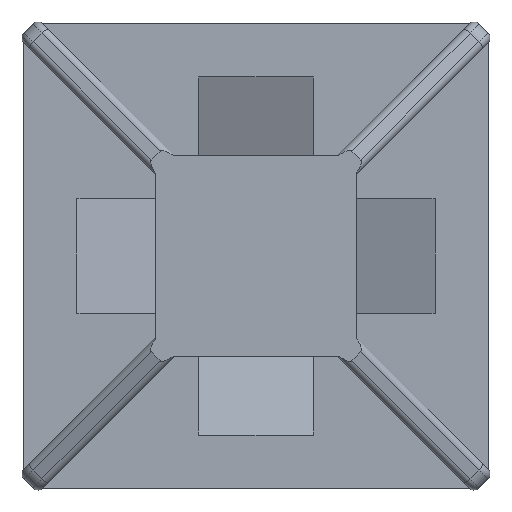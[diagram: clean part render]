
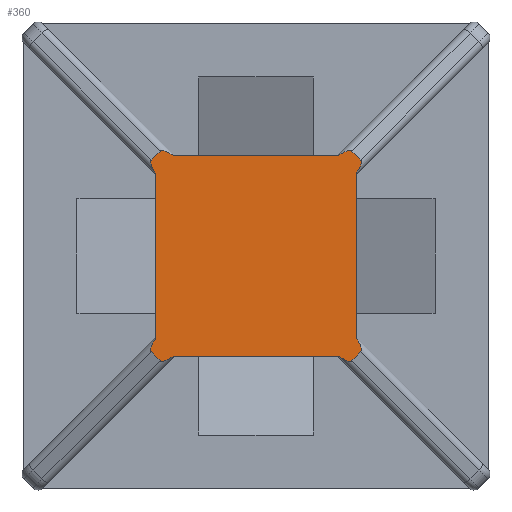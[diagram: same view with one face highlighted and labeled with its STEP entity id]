
A CAD part, top view. The second image highlights one B-rep face of the part: STEP entity #360.
In plain terms, the highlighted planar face has unit normal (0, 0, 1).
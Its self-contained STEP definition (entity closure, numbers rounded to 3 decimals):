
#360 = ADVANCED_FACE( '', ( #694 ), #695, .T. );
#694 = FACE_OUTER_BOUND( '', #1018, .T. );
#695 = PLANE( '', #1019 );
#1018 = EDGE_LOOP( '', ( #1884, #1885, #1886, #1887, #1888, #1889, #1890, #1891, #1892, #1893, #1894, #1895, #1896, #1897, #1898, #1899 ) );
#1019 = AXIS2_PLACEMENT_3D( '', #1900, #1901, #1902 );
#1884 = ORIENTED_EDGE( '', *, *, #2110, .T. );
#1885 = ORIENTED_EDGE( '', *, *, #2390, .T. );
#1886 = ORIENTED_EDGE( '', *, *, #2184, .F. );
#1887 = ORIENTED_EDGE( '', *, *, #2145, .T. );
#1888 = ORIENTED_EDGE( '', *, *, #2124, .T. );
#1889 = ORIENTED_EDGE( '', *, *, #2067, .T. );
#1890 = ORIENTED_EDGE( '', *, *, #2410, .T. );
#1891 = ORIENTED_EDGE( '', *, *, #2411, .T. );
#1892 = ORIENTED_EDGE( '', *, *, #2081, .T. );
#1893 = ORIENTED_EDGE( '', *, *, #2412, .T. );
#1894 = ORIENTED_EDGE( '', *, *, #2173, .T. );
#1895 = ORIENTED_EDGE( '', *, *, #2392, .T. );
#1896 = ORIENTED_EDGE( '', *, *, #2357, .T. );
#1897 = ORIENTED_EDGE( '', *, *, #2079, .T. );
#1898 = ORIENTED_EDGE( '', *, *, #2369, .F. );
#1899 = ORIENTED_EDGE( '', *, *, #2413, .T. );
#1900 = CARTESIAN_POINT( '', ( 0., 0., 3.2 ) );
#1901 = DIRECTION( '', ( 0., 0., 1. ) );
#1902 = DIRECTION( '', ( 1., 0., 0. ) );
#2067 = EDGE_CURVE( '', #2461, #2467, #2469, .T. );
#2079 = EDGE_CURVE( '', #2483, #2489, #2491, .T. );
#2081 = EDGE_CURVE( '', #2493, #2494, #2495, .T. );
#2110 = EDGE_CURVE( '', #2545, #2546, #2547, .T. );
#2124 = EDGE_CURVE( '', #2568, #2461, #2569, .T. );
#2145 = EDGE_CURVE( '', #2606, #2568, #2607, .T. );
#2173 = EDGE_CURVE( '', #2656, #2654, #2657, .T. );
#2184 = EDGE_CURVE( '', #2606, #2674, #2675, .T. );
#2357 = EDGE_CURVE( '', #2915, #2483, #2916, .T. );
#2369 = EDGE_CURVE( '', #2931, #2489, #2933, .T. );
#2390 = EDGE_CURVE( '', #2546, #2674, #2955, .T. );
#2392 = EDGE_CURVE( '', #2654, #2915, #2957, .T. );
#2410 = EDGE_CURVE( '', #2467, #2975, #2976, .T. );
#2411 = EDGE_CURVE( '', #2975, #2493, #2977, .T. );
#2412 = EDGE_CURVE( '', #2494, #2656, #2978, .T. );
#2413 = EDGE_CURVE( '', #2931, #2545, #2979, .T. );
#2461 = VERTEX_POINT( '', #3036 );
#2467 = VERTEX_POINT( '', #3043 );
#2469 = ELLIPSE( '', #3046, 0.696, 0.2 );
#2483 = VERTEX_POINT( '', #3064 );
#2489 = VERTEX_POINT( '', #3071 );
#2491 = ELLIPSE( '', #3074, 0.696, 0.2 );
#2493 = VERTEX_POINT( '', #3076 );
#2494 = VERTEX_POINT( '', #3077 );
#2495 = LINE( '', #3078, #3079 );
#2545 = VERTEX_POINT( '', #3146 );
#2546 = VERTEX_POINT( '', #3147 );
#2547 = LINE( '', #3148, #3149 );
#2568 = VERTEX_POINT( '', #3179 );
#2569 = LINE( '', #3180, #3181 );
#2606 = VERTEX_POINT( '', #3228 );
#2607 = ELLIPSE( '', #3229, 0.696, 0.2 );
#2654 = VERTEX_POINT( '', #3289 );
#2656 = VERTEX_POINT( '', #3292 );
#2657 = LINE( '', #3293, #3294 );
#2674 = VERTEX_POINT( '', #3316 );
#2675 = LINE( '', #3317, #3318 );
#2915 = VERTEX_POINT( '', #3645 );
#2916 = LINE( '', #3646, #3647 );
#2931 = VERTEX_POINT( '', #3668 );
#2933 = LINE( '', #3671, #3672 );
#2955 = ELLIPSE( '', #3702, 0.696, 0.2 );
#2957 = ELLIPSE( '', #3704, 0.696, 0.2 );
#2975 = VERTEX_POINT( '', #3727 );
#2976 = LINE( '', #3728, #3729 );
#2977 = ELLIPSE( '', #3730, 0.696, 0.2 );
#2978 = ELLIPSE( '', #3731, 0.696, 0.2 );
#2979 = ELLIPSE( '', #3732, 0.696, 0.2 );
#3036 = CARTESIAN_POINT( '', ( -2.8, -2.308, 3.2 ) );
#3043 = CARTESIAN_POINT( '', ( -2.924, -2.676, 3.2 ) );
#3046 = AXIS2_PLACEMENT_3D( '', #3786, #3787, #3788 );
#3064 = CARTESIAN_POINT( '', ( 2.8, 2.308, 3.2 ) );
#3071 = CARTESIAN_POINT( '', ( 2.924, 2.676, 3.2 ) );
#3074 = AXIS2_PLACEMENT_3D( '', #3804, #3805, #3806 );
#3076 = CARTESIAN_POINT( '', ( -2.308, -2.8, 3.2 ) );
#3077 = CARTESIAN_POINT( '', ( 2.308, -2.8, 3.2 ) );
#3078 = CARTESIAN_POINT( '', ( -2.8, -2.8, 3.2 ) );
#3079 = VECTOR( '', #3807, 1000. );
#3146 = CARTESIAN_POINT( '', ( 2.308, 2.8, 3.2 ) );
#3147 = CARTESIAN_POINT( '', ( -2.308, 2.8, 3.2 ) );
#3148 = CARTESIAN_POINT( '', ( 2.8, 2.8, 3.2 ) );
#3149 = VECTOR( '', #3846, 1000. );
#3179 = CARTESIAN_POINT( '', ( -2.8, 2.308, 3.2 ) );
#3180 = CARTESIAN_POINT( '', ( -2.8, 2.8, 3.2 ) );
#3181 = VECTOR( '', #3862, 1000. );
#3228 = CARTESIAN_POINT( '', ( -2.924, 2.676, 3.2 ) );
#3229 = AXIS2_PLACEMENT_3D( '', #3894, #3895, #3896 );
#3289 = CARTESIAN_POINT( '', ( 2.924, -2.676, 3.2 ) );
#3292 = CARTESIAN_POINT( '', ( 2.676, -2.924, 3.2 ) );
#3293 = CARTESIAN_POINT( '', ( 2.535, -3.065, 3.2 ) );
#3294 = VECTOR( '', #3935, 1000. );
#3316 = CARTESIAN_POINT( '', ( -2.676, 2.924, 3.2 ) );
#3317 = CARTESIAN_POINT( '', ( -3.065, 2.535, 3.2 ) );
#3318 = VECTOR( '', #3950, 1000. );
#3645 = CARTESIAN_POINT( '', ( 2.8, -2.308, 3.2 ) );
#3646 = CARTESIAN_POINT( '', ( 2.8, -2.8, 3.2 ) );
#3647 = VECTOR( '', #4164, 1000. );
#3668 = CARTESIAN_POINT( '', ( 2.676, 2.924, 3.2 ) );
#3671 = CARTESIAN_POINT( '', ( 2.535, 3.065, 3.2 ) );
#3672 = VECTOR( '', #4178, 1000. );
#3702 = AXIS2_PLACEMENT_3D( '', #4196, #4197, #4198 );
#3704 = AXIS2_PLACEMENT_3D( '', #4199, #4200, #4201 );
#3727 = CARTESIAN_POINT( '', ( -2.676, -2.924, 3.2 ) );
#3728 = CARTESIAN_POINT( '', ( -3.065, -2.535, 3.2 ) );
#3729 = VECTOR( '', #4210, 1000. );
#3730 = AXIS2_PLACEMENT_3D( '', #4211, #4212, #4213 );
#3731 = AXIS2_PLACEMENT_3D( '', #4214, #4215, #4216 );
#3732 = AXIS2_PLACEMENT_3D( '', #4217, #4218, #4219 );
#3786 = CARTESIAN_POINT( '', ( -2.431, -2.184, 3.2 ) );
#3787 = DIRECTION( '', ( 0., 0., 1. ) );
#3788 = DIRECTION( '', ( 0.707, 0.707, 0. ) );
#3804 = CARTESIAN_POINT( '', ( 2.431, 2.184, 3.2 ) );
#3805 = DIRECTION( '', ( 0., 0., 1. ) );
#3806 = DIRECTION( '', ( 0.707, 0.707, 0. ) );
#3807 = DIRECTION( '', ( 1., 0., 0. ) );
#3846 = DIRECTION( '', ( -1., 0., 0. ) );
#3862 = DIRECTION( '', ( 0., -1., 0. ) );
#3894 = CARTESIAN_POINT( '', ( -2.432, 2.184, 3.2 ) );
#3895 = DIRECTION( '', ( 0., 0., 1. ) );
#3896 = DIRECTION( '', ( 0.707, -0.707, 0. ) );
#3935 = DIRECTION( '', ( 0.707, 0.707, 0. ) );
#3950 = DIRECTION( '', ( 0.707, 0.707, 0. ) );
#4164 = DIRECTION( '', ( 0., 1., 0. ) );
#4178 = DIRECTION( '', ( 0.707, -0.707, 0. ) );
#4196 = CARTESIAN_POINT( '', ( -2.184, 2.432, 3.2 ) );
#4197 = DIRECTION( '', ( 0., 0., 1. ) );
#4198 = DIRECTION( '', ( -0.707, 0.707, 0. ) );
#4199 = CARTESIAN_POINT( '', ( 2.432, -2.184, 3.2 ) );
#4200 = DIRECTION( '', ( 0., 0., 1. ) );
#4201 = DIRECTION( '', ( 0.707, -0.707, 0. ) );
#4210 = DIRECTION( '', ( 0.707, -0.707, 0. ) );
#4211 = CARTESIAN_POINT( '', ( -2.184, -2.431, 3.2 ) );
#4212 = DIRECTION( '', ( 0., 0., 1. ) );
#4213 = DIRECTION( '', ( -0.707, -0.707, 0. ) );
#4214 = CARTESIAN_POINT( '', ( 2.184, -2.432, 3.2 ) );
#4215 = DIRECTION( '', ( 0., 0., 1. ) );
#4216 = DIRECTION( '', ( -0.707, 0.707, 0. ) );
#4217 = CARTESIAN_POINT( '', ( 2.184, 2.431, 3.2 ) );
#4218 = DIRECTION( '', ( 0., 0., 1. ) );
#4219 = DIRECTION( '', ( -0.707, -0.707, 0. ) );
